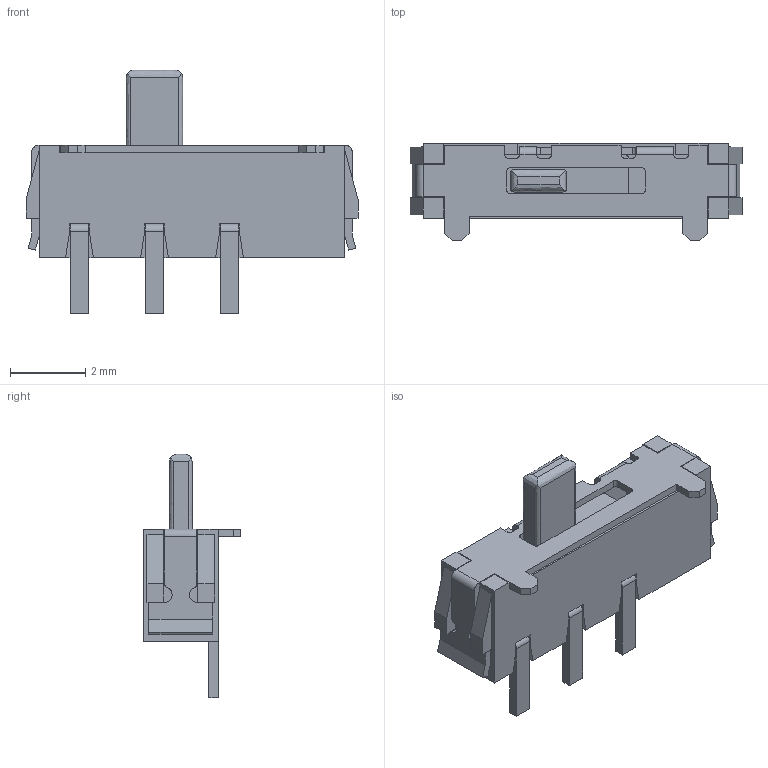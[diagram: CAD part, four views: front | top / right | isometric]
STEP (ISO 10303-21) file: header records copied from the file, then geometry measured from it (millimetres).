
FILE_DESCRIPTION (( 'STEP AP214' ), '1' );
FILE_NAME ('CSS-1210TB.STEP', '2022-09-09T19:09:10', ( '' ), ( '' ), 'SwSTEP 2.0', 'SolidWorks 2021', '' );
FILE_SCHEMA (( 'AUTOMOTIVE_DESIGN' ));
Length unit declared in the file: millimetre
Products named in the file (1): CSS-1210TB
Bounding box: 8.85 x 2.6 x 6.5 mm (x, y, z)
Volume: 47.1 mm3; surface area: 192.6 mm2
Topology: 2 solids, 2 shells, 222 faces, 635 edges, 412 vertices
Faces by surface type: plane 165, bspline 57
Entity records: 8000 total; most frequent: CARTESIAN_POINT 3688, ORIENTED_EDGE 1270, EDGE_CURVE 635, B_SPLINE_CURVE_WITH_KNOTS 601, VERTEX_POINT 412, DIRECTION 332, EDGE_LOOP 229, ADVANCED_FACE 222
